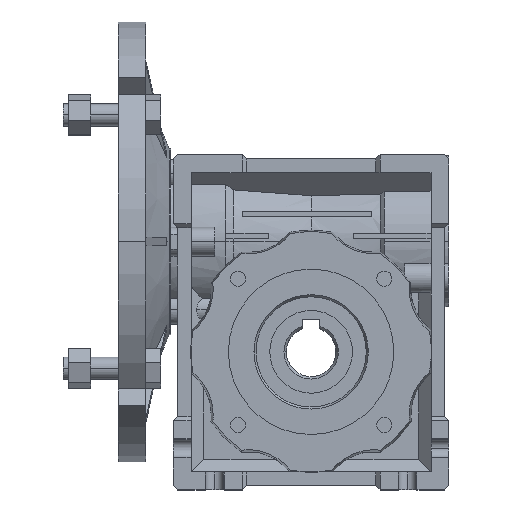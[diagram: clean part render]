
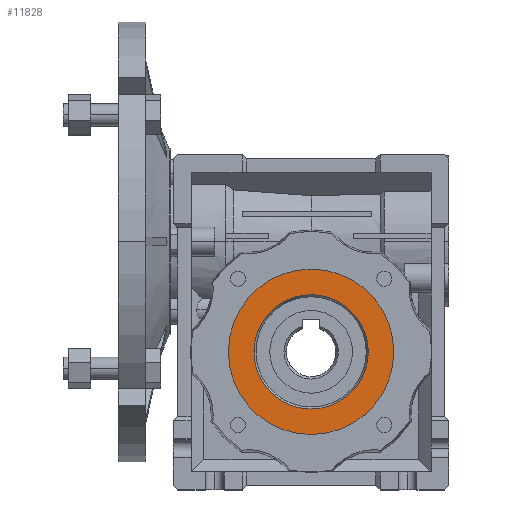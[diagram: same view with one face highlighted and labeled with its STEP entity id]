
A CAD part, top view. The second image highlights one B-rep face of the part: STEP entity #11828.
In plain terms, the highlighted planar face has unit normal (0, 0, 1).
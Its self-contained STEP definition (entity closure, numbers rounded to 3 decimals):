
#950 = ORIENTED_EDGE ( 'NONE', *, *, #4723, .T. ) ;
#1140 = ORIENTED_EDGE ( 'NONE', *, *, #3657, .T. ) ;
#1328 = EDGE_LOOP ( 'NONE', ( #13100, #1140 ) ) ;
#2660 = CARTESIAN_POINT ( 'NONE',  ( 81., -40., 39. ) ) ;
#2874 = VERTEX_POINT ( 'NONE', #29638 ) ;
#3217 = AXIS2_PLACEMENT_3D ( 'NONE', #11149, #27387, #13466 ) ;
#3657 = EDGE_CURVE ( 'NONE', #14039, #2874, #20427, .T. ) ;
#4723 = EDGE_CURVE ( 'NONE', #15780, #6796, #22174, .T. ) ;
#5639 = AXIS2_PLACEMENT_3D ( 'NONE', #20270, #6338, #22574 ) ;
#5947 = EDGE_CURVE ( 'NONE', #6796, #15780, #29342, .T. ) ;
#6338 = DIRECTION ( 'NONE',  ( 0., 0., -1. ) ) ;
#6648 = AXIS2_PLACEMENT_3D ( 'NONE', #21242, #7311, #23565 ) ;
#6662 = DIRECTION ( 'NONE',  ( 0., 0., 1. ) ) ;
#6796 = VERTEX_POINT ( 'NONE', #2660 ) ;
#7311 = DIRECTION ( 'NONE',  ( 0., 0., 1. ) ) ;
#11149 = CARTESIAN_POINT ( 'NONE',  ( 51., -40., 39. ) ) ;
#11828 = ADVANCED_FACE ( 'NONE', ( #21987, #15818 ), #25126, .T. ) ;
#12297 = CARTESIAN_POINT ( 'NONE',  ( 51., -40., 39. ) ) ;
#13100 = ORIENTED_EDGE ( 'NONE', *, *, #22324, .T. ) ;
#13466 = DIRECTION ( 'NONE',  ( 1., 0., 0. ) ) ;
#14039 = VERTEX_POINT ( 'NONE', #17543 ) ;
#14646 = DIRECTION ( 'NONE',  ( 1., 0., 0. ) ) ;
#15780 = VERTEX_POINT ( 'NONE', #16914 ) ;
#15818 = FACE_BOUND ( 'NONE', #1328, .T. ) ;
#15921 = CARTESIAN_POINT ( 'NONE',  ( 78.716, -51.481, 39. ) ) ;
#16914 = CARTESIAN_POINT ( 'NONE',  ( 21., -40., 39. ) ) ;
#17543 = CARTESIAN_POINT ( 'NONE',  ( 30.25, -40., 39. ) ) ;
#17615 = EDGE_LOOP ( 'NONE', ( #24857, #950 ) ) ;
#18885 = AXIS2_PLACEMENT_3D ( 'NONE', #12297, #28548, #14646 ) ;
#20056 = AXIS2_PLACEMENT_3D ( 'NONE', #15921, #6662, #22910 ) ;
#20270 = CARTESIAN_POINT ( 'NONE',  ( 51., -40., 39. ) ) ;
#20427 = CIRCLE ( 'NONE', #5639, 20.75 ) ;
#21242 = CARTESIAN_POINT ( 'NONE',  ( 51., -40., 39. ) ) ;
#21987 = FACE_OUTER_BOUND ( 'NONE', #17615, .T. ) ;
#22174 = CIRCLE ( 'NONE', #18885, 30. ) ;
#22324 = EDGE_CURVE ( 'NONE', #2874, #14039, #25207, .T. ) ;
#22574 = DIRECTION ( 'NONE',  ( 1., 0., 0. ) ) ;
#22910 = DIRECTION ( 'NONE',  ( 1., 0., 0. ) ) ;
#23565 = DIRECTION ( 'NONE',  ( 1., 0., 0. ) ) ;
#24857 = ORIENTED_EDGE ( 'NONE', *, *, #5947, .T. ) ;
#25126 = PLANE ( 'NONE',  #20056 ) ;
#25207 = CIRCLE ( 'NONE', #3217, 20.75 ) ;
#27387 = DIRECTION ( 'NONE',  ( 0., 0., -1. ) ) ;
#28548 = DIRECTION ( 'NONE',  ( 0., 0., 1. ) ) ;
#29342 = CIRCLE ( 'NONE', #6648, 30. ) ;
#29638 = CARTESIAN_POINT ( 'NONE',  ( 71.75, -40., 39. ) ) ;
